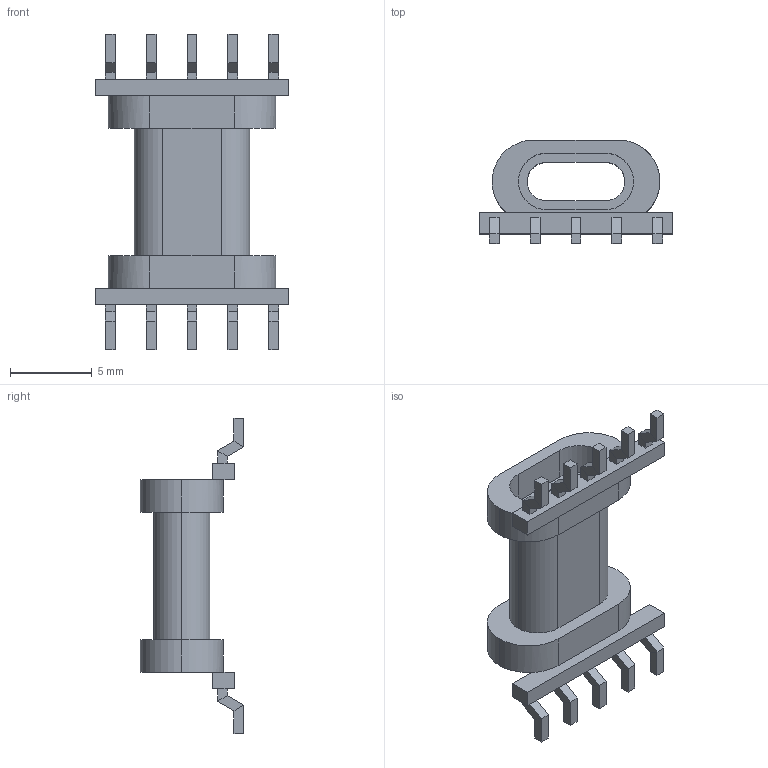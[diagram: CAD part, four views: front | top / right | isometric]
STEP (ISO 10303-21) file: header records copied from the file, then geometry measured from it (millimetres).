
FILE_DESCRIPTION (( 'STEP AP203' ), '1' );
FILE_NAME ('EPC13-5+5泂え.STEP', '2021-06-04T03:43:02', ( '' ), ( '' ), 'SwSTEP 2.0', 'SolidWorks 2021', '' );
FILE_SCHEMA (( 'CONFIG_CONTROL_DESIGN' ));
Length unit declared in the file: millimetre
Products named in the file (1): EPC13-5+5泂え
Bounding box: 11.88 x 6.34 x 19.3 mm (x, y, z)
Volume: 212.3 mm3; surface area: 725.6 mm2
Topology: 3 solids, 3 shells, 178 faces, 402 edges, 240 vertices
Faces by surface type: plane 160, cylinder 18
Entity records: 4879 total; most frequent: CARTESIAN_POINT 821, ORIENTED_EDGE 804, DIRECTION 800, EDGE_CURVE 402, LINE 362, VECTOR 362, VERTEX_POINT 240, AXIS2_PLACEMENT_3D 219
